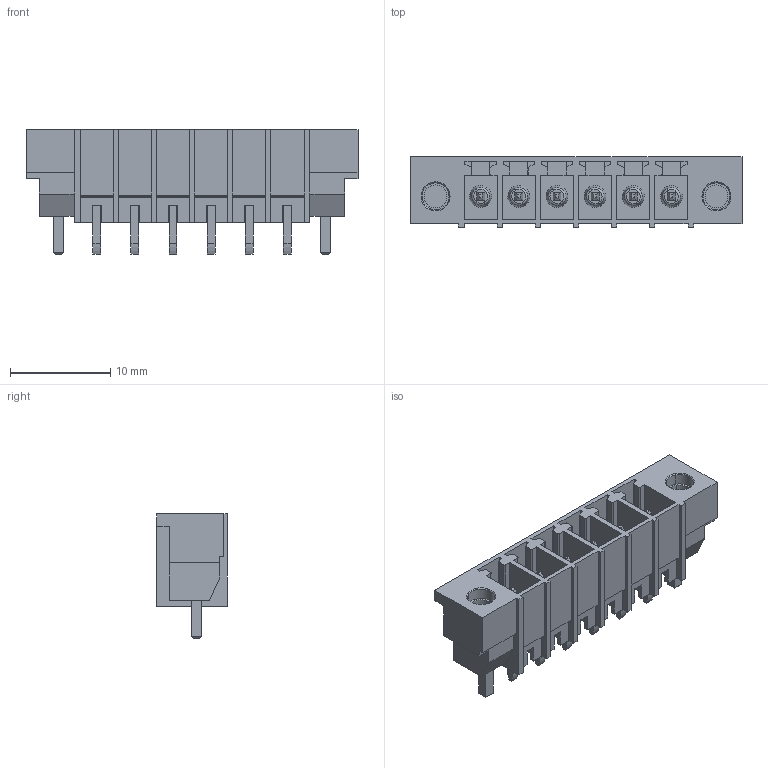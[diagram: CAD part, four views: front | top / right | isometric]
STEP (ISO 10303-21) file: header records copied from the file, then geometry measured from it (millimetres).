
FILE_DESCRIPTION(('CATIA V5 STEP Exchange','CAx-IF Rec.Pracs.--- Model Styling and Organization---1.2---2011-12-15'),'2;1');
FILE_NAME ('D1457691_0', '2018-10-12T09:59:09+00:00', ('none'), ('Weidmueller'), 'CATIA Version 5-6 Release 2014', 'CATIA V5 STEP AP214', 'none');
FILE_SCHEMA(('AUTOMOTIVE_DESIGN { 1 0 10303 214 1 1 1 1 }'));
Length unit declared in the file: millimetre
Products named in the file (1): 1863300000
Bounding box: 33.15 x 7.07 x 12.4 mm (x, y, z)
Volume: 978.4 mm3; surface area: 2601.4 mm2
Topology: 9 solids, 9 shells, 466 faces, 1298 edges, 872 vertices
Faces by surface type: plane 372, cylinder 66, cone 16, torus 12
Entity records: 13687 total; most frequent: ORIENTED_EDGE 2596, CARTESIAN_POINT 2509, DIRECTION 1794, EDGE_CURVE 1298, VECTOR 1110, LINE 1110, VERTEX_POINT 872, EDGE_LOOP 500
